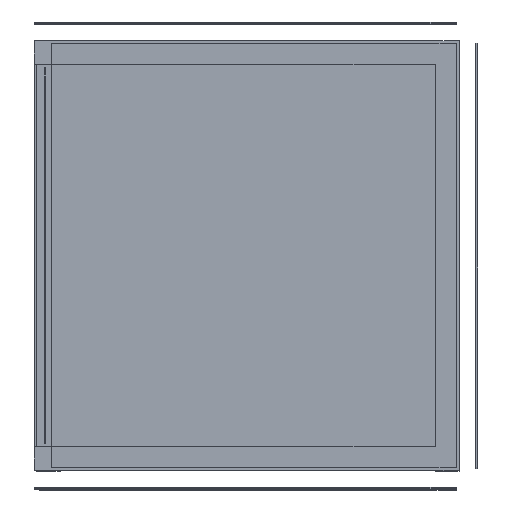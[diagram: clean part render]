
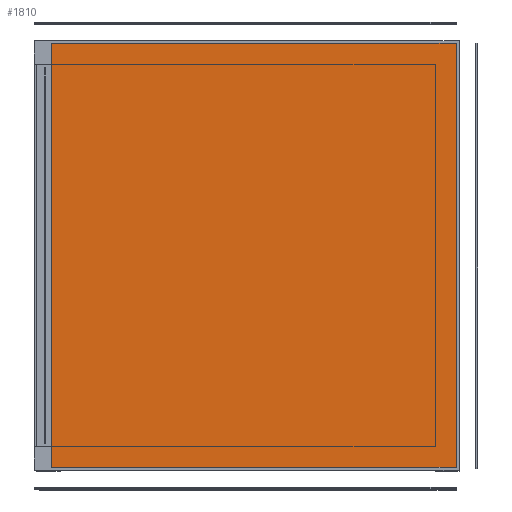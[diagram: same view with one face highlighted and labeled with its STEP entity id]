
A CAD part, top view. The second image highlights one B-rep face of the part: STEP entity #1810.
In plain terms, the highlighted planar face has unit normal (0, 0, 1).
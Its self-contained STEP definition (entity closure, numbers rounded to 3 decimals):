
#42=FACE_OUTER_BOUND('',#153,.T.);
#153=EDGE_LOOP('',(#1203,#1204,#1205,#1206));
#265=LINE('',#2547,#519);
#268=LINE('',#2553,#522);
#271=LINE('',#2559,#525);
#274=LINE('',#2563,#528);
#519=VECTOR('',#2067,10.);
#522=VECTOR('',#2072,10.);
#525=VECTOR('',#2077,10.);
#528=VECTOR('',#2082,10.);
#773=VERTEX_POINT('',#2544);
#774=VERTEX_POINT('',#2546);
#776=VERTEX_POINT('',#2552);
#778=VERTEX_POINT('',#2558);
#935=EDGE_CURVE('',#774,#773,#265,.T.);
#938=EDGE_CURVE('',#776,#774,#268,.T.);
#941=EDGE_CURVE('',#778,#776,#271,.T.);
#944=EDGE_CURVE('',#773,#778,#274,.T.);
#1203=ORIENTED_EDGE('',*,*,#944,.T.);
#1204=ORIENTED_EDGE('',*,*,#941,.T.);
#1205=ORIENTED_EDGE('',*,*,#938,.T.);
#1206=ORIENTED_EDGE('',*,*,#935,.T.);
#1699=PLANE('',#1954);
#1810=ADVANCED_FACE('',(#42),#1699,.T.);
#1954=AXIS2_PLACEMENT_3D('',#2564,#2083,#2084);
#2067=DIRECTION('',(0.,-1.,0.));
#2072=DIRECTION('',(-1.,0.,0.));
#2077=DIRECTION('',(0.,1.,0.));
#2082=DIRECTION('',(1.,0.,0.));
#2083=DIRECTION('center_axis',(0.,0.,1.));
#2084=DIRECTION('ref_axis',(1.,0.,0.));
#2544=CARTESIAN_POINT('',(-342.258,-355.,873.15));
#2546=CARTESIAN_POINT('',(-342.258,355.,873.15));
#2547=CARTESIAN_POINT('',(-342.258,355.,873.15));
#2552=CARTESIAN_POINT('',(335.742,355.,873.15));
#2553=CARTESIAN_POINT('',(335.742,355.,873.15));
#2558=CARTESIAN_POINT('',(335.742,-355.,873.15));
#2559=CARTESIAN_POINT('',(335.742,-355.,873.15));
#2563=CARTESIAN_POINT('',(-342.258,-355.,873.15));
#2564=CARTESIAN_POINT('Origin',(-3.258,0.,873.15));
